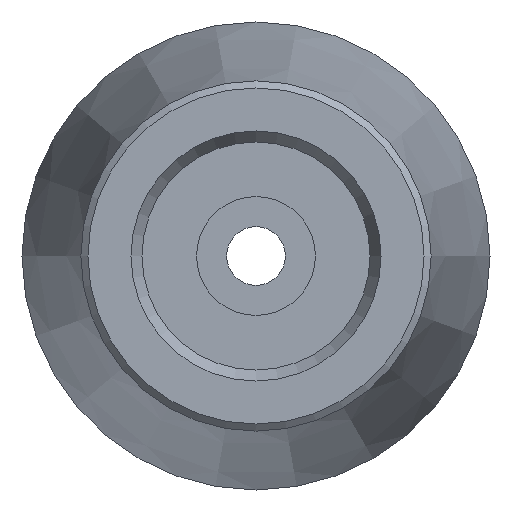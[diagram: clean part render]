
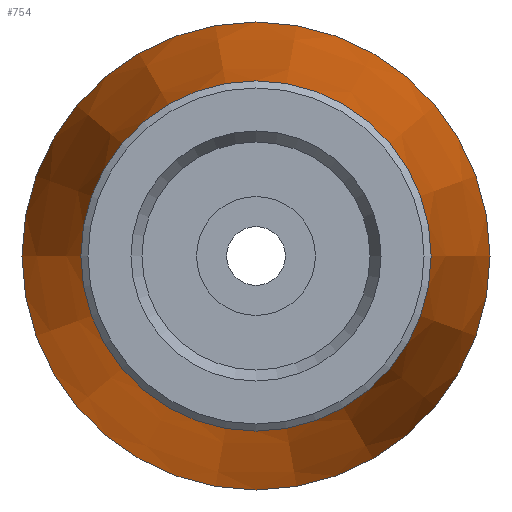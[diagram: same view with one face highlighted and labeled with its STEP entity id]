
A CAD part, left-side view. The second image highlights one B-rep face of the part: STEP entity #754.
In plain terms, the highlighted conical face has half-angle 8 degrees and reference radius 14.167 mm.
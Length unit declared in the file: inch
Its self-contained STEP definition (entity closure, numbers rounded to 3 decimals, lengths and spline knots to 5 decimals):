
#129=FACE_OUTER_BOUND('',#196,.T.);
#196=EDGE_LOOP('',(#626,#627,#628,#629));
#247=LINE('',#1331,#282);
#282=VECTOR('',#1089,0.55775);
#332=CIRCLE('',#872,0.638);
#333=CIRCLE('',#874,0.4775);
#393=VERTEX_POINT('',#1326);
#394=VERTEX_POINT('',#1330);
#474=EDGE_CURVE('',#393,#393,#332,.T.);
#476=EDGE_CURVE('',#393,#394,#247,.T.);
#477=EDGE_CURVE('',#394,#394,#333,.T.);
#626=ORIENTED_EDGE('',*,*,#474,.F.);
#627=ORIENTED_EDGE('',*,*,#476,.T.);
#628=ORIENTED_EDGE('',*,*,#477,.T.);
#629=ORIENTED_EDGE('',*,*,#476,.F.);
#713=CONICAL_SURFACE('',#873,0.55775,0.14);
#754=ADVANCED_FACE('',(#129),#713,.T.);
#872=AXIS2_PLACEMENT_3D('',#1327,#1084,#1085);
#873=AXIS2_PLACEMENT_3D('',#1329,#1087,#1088);
#874=AXIS2_PLACEMENT_3D('',#1332,#1090,#1091);
#1084=DIRECTION('center_axis',(1.,0.,0.));
#1085=DIRECTION('ref_axis',(0.,0.,-1.));
#1087=DIRECTION('center_axis',(1.,0.,0.));
#1088=DIRECTION('ref_axis',(0.,1.,0.));
#1089=DIRECTION('',(-0.99,0.139,0.));
#1090=DIRECTION('center_axis',(1.,0.,0.));
#1091=DIRECTION('ref_axis',(0.,0.,-1.));
#1326=CARTESIAN_POINT('',(1.15885,-0.638,0.));
#1327=CARTESIAN_POINT('Origin',(1.15885,0.,0.));
#1329=CARTESIAN_POINT('Origin',(0.58784,0.,0.));
#1330=CARTESIAN_POINT('',(0.01683,-0.4775,0.));
#1331=CARTESIAN_POINT('',(0.58784,-0.55775,0.));
#1332=CARTESIAN_POINT('Origin',(0.01683,0.,0.));
